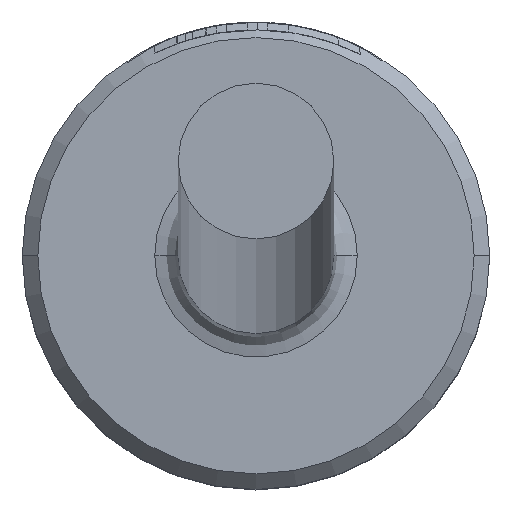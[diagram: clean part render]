
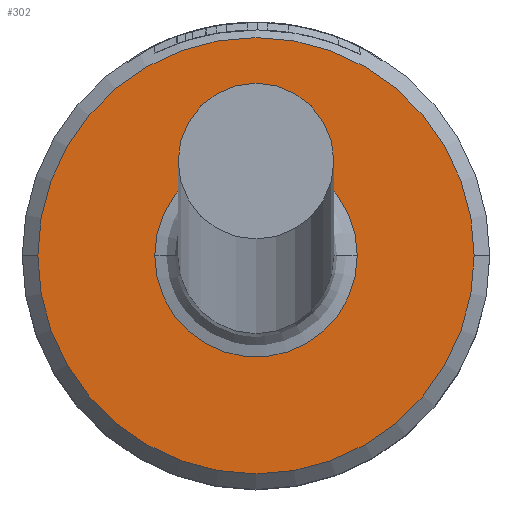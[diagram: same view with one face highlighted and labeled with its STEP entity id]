
A CAD part, top view. The second image highlights one B-rep face of the part: STEP entity #302.
In plain terms, the highlighted planar face has unit normal (0, 0, 1).
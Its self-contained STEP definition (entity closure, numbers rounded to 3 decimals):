
#4 = AXIS2_PLACEMENT_3D ( 'NONE', #401, #1036, #506 ) ;
#44 = CIRCLE ( 'NONE', #772, 2.8 ) ;
#52 = CIRCLE ( 'NONE', #826, 1.3 ) ;
#64 = CIRCLE ( 'NONE', #265, 1.3 ) ;
#74 = DIRECTION ( 'NONE',  ( -1., 0., 0. ) ) ;
#79 = VERTEX_POINT ( 'NONE', #759 ) ;
#217 = CIRCLE ( 'NONE', #4, 2.8 ) ;
#222 = EDGE_CURVE ( 'NONE', #661, #271, #64, .T. ) ;
#232 = EDGE_CURVE ( 'NONE', #79, #483, #44, .T. ) ;
#260 = ORIENTED_EDGE ( 'NONE', *, *, #232, .T. ) ;
#265 = AXIS2_PLACEMENT_3D ( 'NONE', #700, #623, #616 ) ;
#271 = VERTEX_POINT ( 'NONE', #1000 ) ;
#277 = DIRECTION ( 'NONE',  ( 1., 0., 0. ) ) ;
#302 = ADVANCED_FACE ( 'NONE', ( #1100, #864 ), #655, .T. ) ;
#312 = EDGE_LOOP ( 'NONE', ( #640, #260 ) ) ;
#401 = CARTESIAN_POINT ( 'NONE',  ( 0., 0., 4. ) ) ;
#483 = VERTEX_POINT ( 'NONE', #680 ) ;
#486 = EDGE_LOOP ( 'NONE', ( #1132, #760 ) ) ;
#506 = DIRECTION ( 'NONE',  ( 1., 0., 0. ) ) ;
#525 = CARTESIAN_POINT ( 'NONE',  ( 1.3, 0., 4. ) ) ;
#576 = DIRECTION ( 'NONE',  ( 0., 0., 1. ) ) ;
#616 = DIRECTION ( 'NONE',  ( -1., 0., 0. ) ) ;
#623 = DIRECTION ( 'NONE',  ( 0., 0., -1. ) ) ;
#640 = ORIENTED_EDGE ( 'NONE', *, *, #814, .T. ) ;
#642 = DIRECTION ( 'NONE',  ( 0., 0., -1. ) ) ;
#655 = PLANE ( 'NONE',  #1149 ) ;
#661 = VERTEX_POINT ( 'NONE', #525 ) ;
#680 = CARTESIAN_POINT ( 'NONE',  ( -2.8, 0., 4. ) ) ;
#700 = CARTESIAN_POINT ( 'NONE',  ( 0., 0., 4. ) ) ;
#755 = CARTESIAN_POINT ( 'NONE',  ( 0., 0., 4. ) ) ;
#759 = CARTESIAN_POINT ( 'NONE',  ( 2.8, 0., 4. ) ) ;
#760 = ORIENTED_EDGE ( 'NONE', *, *, #222, .T. ) ;
#772 = AXIS2_PLACEMENT_3D ( 'NONE', #1162, #1086, #1082 ) ;
#814 = EDGE_CURVE ( 'NONE', #483, #79, #217, .T. ) ;
#826 = AXIS2_PLACEMENT_3D ( 'NONE', #1148, #642, #74 ) ;
#864 = FACE_BOUND ( 'NONE', #486, .T. ) ;
#982 = EDGE_CURVE ( 'NONE', #271, #661, #52, .T. ) ;
#1000 = CARTESIAN_POINT ( 'NONE',  ( -1.3, 0., 4. ) ) ;
#1036 = DIRECTION ( 'NONE',  ( 0., 0., 1. ) ) ;
#1082 = DIRECTION ( 'NONE',  ( 1., 0., 0. ) ) ;
#1086 = DIRECTION ( 'NONE',  ( 0., 0., 1. ) ) ;
#1100 = FACE_OUTER_BOUND ( 'NONE', #312, .T. ) ;
#1132 = ORIENTED_EDGE ( 'NONE', *, *, #982, .T. ) ;
#1148 = CARTESIAN_POINT ( 'NONE',  ( 0., 0., 4. ) ) ;
#1149 = AXIS2_PLACEMENT_3D ( 'NONE', #755, #576, #277 ) ;
#1162 = CARTESIAN_POINT ( 'NONE',  ( 0., 0., 4. ) ) ;
